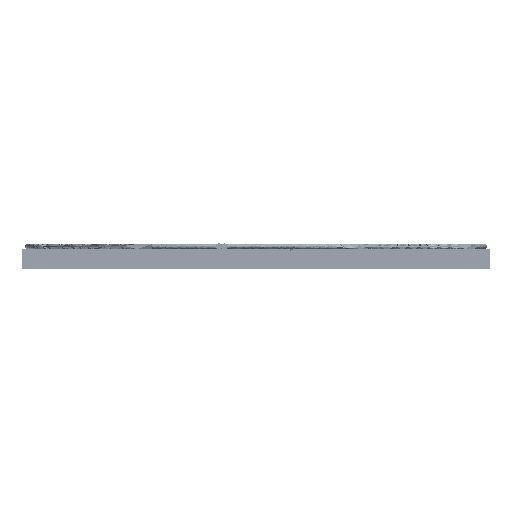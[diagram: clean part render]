
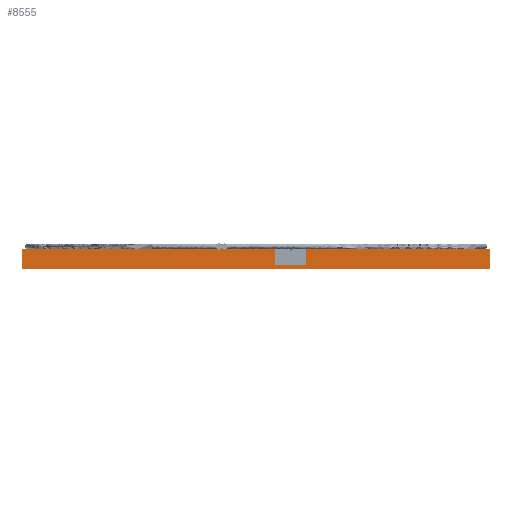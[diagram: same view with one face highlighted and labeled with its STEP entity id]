
A CAD part, front view. The second image highlights one B-rep face of the part: STEP entity #8555.
In plain terms, the highlighted planar face has unit normal (0, -1, 0).
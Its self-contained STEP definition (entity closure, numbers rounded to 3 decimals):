
#417=LINE('',#9683,#501);
#425=LINE('',#9699,#509);
#428=LINE('',#9706,#512);
#430=LINE('',#9710,#514);
#460=LINE('',#10804,#544);
#461=LINE('',#10805,#545);
#462=LINE('',#10806,#546);
#463=LINE('',#10807,#547);
#501=VECTOR('',#9059,1000.);
#509=VECTOR('',#9071,1000.);
#512=VECTOR('',#9076,1000.);
#514=VECTOR('',#9080,1000.);
#544=VECTOR('',#9158,1000.);
#545=VECTOR('',#9159,1000.);
#546=VECTOR('',#9160,1000.);
#547=VECTOR('',#9161,1000.);
#791=ORIENTED_EDGE('',*,*,#2483,.F.);
#792=ORIENTED_EDGE('',*,*,#2389,.F.);
#793=ORIENTED_EDGE('',*,*,#2484,.T.);
#794=ORIENTED_EDGE('',*,*,#2381,.T.);
#795=ORIENTED_EDGE('',*,*,#2485,.F.);
#796=ORIENTED_EDGE('',*,*,#2392,.T.);
#797=ORIENTED_EDGE('',*,*,#2486,.F.);
#798=ORIENTED_EDGE('',*,*,#2394,.F.);
#2381=EDGE_CURVE('',#3248,#3247,#417,.T.);
#2389=EDGE_CURVE('',#3253,#3252,#425,.T.);
#2392=EDGE_CURVE('',#3257,#3256,#428,.T.);
#2394=EDGE_CURVE('',#3258,#3259,#430,.T.);
#2483=EDGE_CURVE('',#3252,#3258,#460,.T.);
#2484=EDGE_CURVE('',#3253,#3248,#461,.T.);
#2485=EDGE_CURVE('',#3257,#3247,#462,.T.);
#2486=EDGE_CURVE('',#3259,#3256,#463,.T.);
#3247=VERTEX_POINT('',#9682);
#3248=VERTEX_POINT('',#9684);
#3252=VERTEX_POINT('',#9696);
#3253=VERTEX_POINT('',#9698);
#3256=VERTEX_POINT('',#9705);
#3257=VERTEX_POINT('',#9707);
#3258=VERTEX_POINT('',#9711);
#3259=VERTEX_POINT('',#9712);
#4552=EDGE_LOOP('',(#791,#792,#793,#794,#795,#796,#797,#798));
#5018=FACE_BOUND('',#4552,.T.);
#5454=PLANE('',#8973);
#8555=ADVANCED_FACE('',(#5018),#5454,.F.);
#8973=AXIS2_PLACEMENT_3D('',#10803,#9156,#9157);
#9059=DIRECTION('',(0.,0.,1.));
#9071=DIRECTION('',(0.,0.,1.));
#9076=DIRECTION('',(0.,0.,-1.));
#9080=DIRECTION('',(0.,0.,-1.));
#9156=DIRECTION('',(0.,1.,0.));
#9157=DIRECTION('',(0.,0.,1.));
#9158=DIRECTION('',(1.,0.,0.));
#9159=DIRECTION('',(-1.,0.,0.));
#9160=DIRECTION('',(1.,0.,0.));
#9161=DIRECTION('',(-1.,0.,0.));
#9682=CARTESIAN_POINT('',(0.6,-14.,0.5));
#9683=CARTESIAN_POINT('',(0.6,-14.,0.));
#9684=CARTESIAN_POINT('',(0.6,-14.,0.));
#9696=CARTESIAN_POINT('',(1.6,-14.,0.5));
#9698=CARTESIAN_POINT('',(1.6,-14.,0.));
#9699=CARTESIAN_POINT('',(1.6,-14.,0.));
#9705=CARTESIAN_POINT('',(-7.5,-14.,-0.118));
#9706=CARTESIAN_POINT('',(-7.5,-14.,0.5));
#9707=CARTESIAN_POINT('',(-7.5,-14.,0.5));
#9710=CARTESIAN_POINT('',(7.5,-14.,0.5));
#9711=CARTESIAN_POINT('',(7.5,-14.,0.5));
#9712=CARTESIAN_POINT('',(7.5,-14.,-0.118));
#10803=CARTESIAN_POINT('',(-7.5,-14.,0.5));
#10804=CARTESIAN_POINT('',(-7.5,-14.,0.5));
#10805=CARTESIAN_POINT('',(7.5,-14.,0.));
#10806=CARTESIAN_POINT('',(-7.5,-14.,0.5));
#10807=CARTESIAN_POINT('',(7.5,-14.,-0.118));
